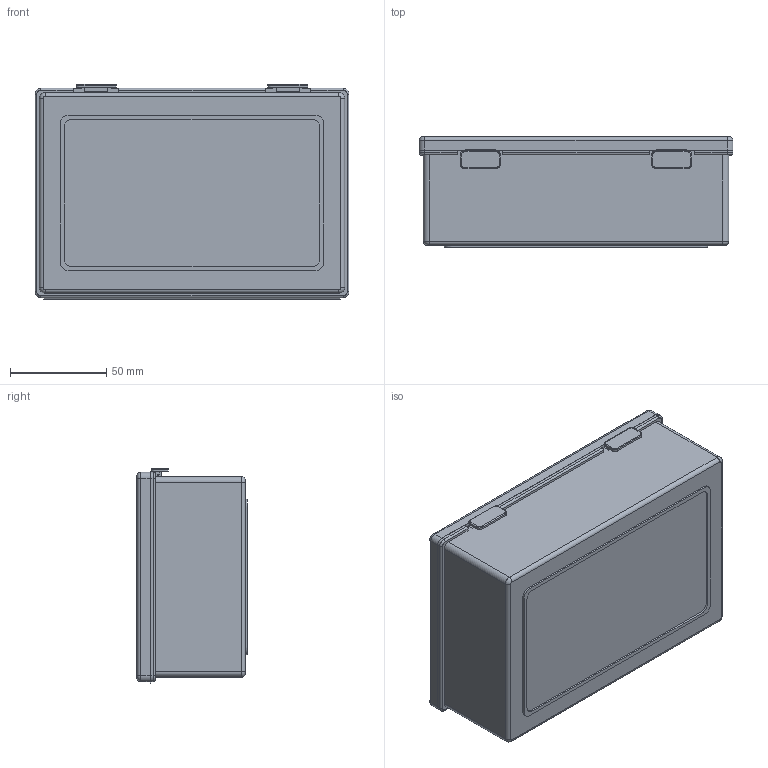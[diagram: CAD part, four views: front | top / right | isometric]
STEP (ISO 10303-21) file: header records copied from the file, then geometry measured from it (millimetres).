
FILE_DESCRIPTION (( 'STEP AP214' ), '1' );
FILE_NAME ('B138 Êîðîáêà ïëàñòèêîâàÿ, 150x100x53 ìì.STEP', '2020-04-06T13:11:52', ( '' ), ( '' ), 'SwSTEP 2.0', 'SolidWorks 2020', '' );
FILE_SCHEMA (( 'AUTOMOTIVE_DESIGN' ));
Length unit declared in the file: millimetre
Products named in the file (4): B138 Êîðîáêà ïëàñòèêîâàÿ, 150x100x53 ìì; B138 Çàùåëêà; B138 Åìêîñòü; B138 Êðûøêà
Assembly tree (4 placements, depth 2):
  B138 Êîðîáêà ïëàñòèêîâàÿ, 150x100x53 ìì
    B138 Åìêîñòü
    B138 Êðûøêà
    B138 Çàùåëêà  x2
Bounding box: 163.5 x 57.5 x 112 mm (x, y, z)
Volume: 124008.3 mm3; surface area: 134050.9 mm2
Topology: 4 solids, 4 shells, 294 faces, 738 edges, 456 vertices
Faces by surface type: plane 144, cylinder 114, torus 28, sphere 8
Entity records: 7888 total; most frequent: DIRECTION 1389, CARTESIAN_POINT 1362, ORIENTED_EDGE 1302, EDGE_CURVE 651, AXIS2_PLACEMENT_3D 481, VECTOR 427, LINE 427, VERTEX_POINT 406
